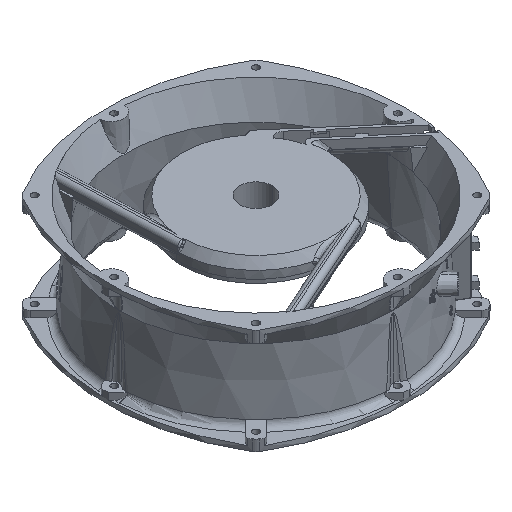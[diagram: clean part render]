
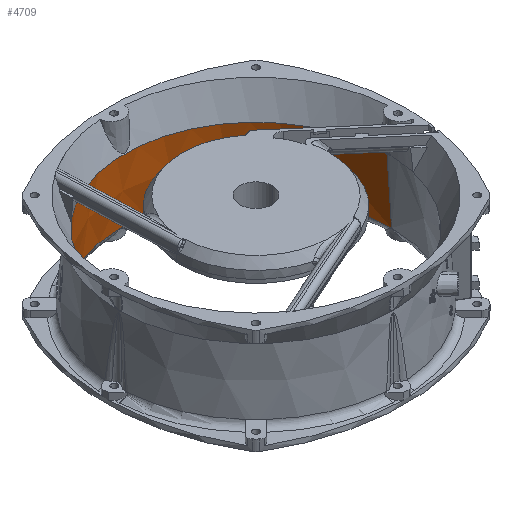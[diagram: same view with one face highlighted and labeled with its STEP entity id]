
A CAD part, isometric view. The second image highlights one B-rep face of the part: STEP entity #4709.
In plain terms, the highlighted conical face has half-angle 3.965 degrees and reference radius 88.54 mm.
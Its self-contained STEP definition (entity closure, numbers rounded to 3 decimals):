
#135 = LINE ( 'NONE', #2020, #22396 ) ;
#862 = DIRECTION ( 'NONE',  ( 1., 0., 0. ) ) ;
#954 = VERTEX_POINT ( 'NONE', #21698 ) ;
#1250 = VERTEX_POINT ( 'NONE', #20891 ) ;
#2013 = ORIENTED_EDGE ( 'NONE', *, *, #6470, .F. ) ;
#2020 = CARTESIAN_POINT ( 'NONE',  ( -87., 0., -19.5 ) ) ;
#2160 = VECTOR ( 'NONE', #15805, 1000. ) ;
#2276 = CARTESIAN_POINT ( 'NONE',  ( 87., 0., -19.5 ) ) ;
#2458 = DIRECTION ( 'NONE',  ( 0., 0., 1. ) ) ;
#2602 = AXIS2_PLACEMENT_3D ( 'NONE', #12146, #3037, #862 ) ;
#2656 = ORIENTED_EDGE ( 'NONE', *, *, #19383, .T. ) ;
#2705 = AXIS2_PLACEMENT_3D ( 'NONE', #19194, #8149, #21129 ) ;
#3037 = DIRECTION ( 'NONE',  ( 0., 0., -1. ) ) ;
#3725 = DIRECTION ( 'NONE',  ( -0.069, 0., -0.998 ) ) ;
#4138 = DIRECTION ( 'NONE',  ( 1., 0., 0. ) ) ;
#4237 = VERTEX_POINT ( 'NONE', #23469 ) ;
#4709 = ADVANCED_FACE ( 'NONE', ( #23561 ), #10585, .F. ) ;
#4827 = CARTESIAN_POINT ( 'NONE',  ( -57.531, 65.263, -19.5 ) ) ;
#4945 = ORIENTED_EDGE ( 'NONE', *, *, #15009, .T. ) ;
#4982 = CIRCLE ( 'NONE', #14367, 87. ) ;
#6470 = EDGE_CURVE ( 'NONE', #1250, #954, #8506, .T. ) ;
#8149 = DIRECTION ( 'NONE',  ( 0., 0., 1. ) ) ;
#8163 = DIRECTION ( 'NONE',  ( 0., 0., 1. ) ) ;
#8506 = CIRCLE ( 'NONE', #13139, 90.081 ) ;
#8880 = CIRCLE ( 'NONE', #20798, 87. ) ;
#9598 = ORIENTED_EDGE ( 'NONE', *, *, #15534, .T. ) ;
#10585 = CONICAL_SURFACE ( 'NONE', #2602, 88.54, 0.069 ) ;
#11519 = CARTESIAN_POINT ( 'NONE',  ( 0., 0., -19.5 ) ) ;
#11710 = EDGE_LOOP ( 'NONE', ( #4945, #9598, #2013, #16234, #19033, #2656 ) ) ;
#11790 = CARTESIAN_POINT ( 'NONE',  ( 0., 0., -63.949 ) ) ;
#12063 = EDGE_CURVE ( 'NONE', #21005, #15432, #8880, .T. ) ;
#12146 = CARTESIAN_POINT ( 'NONE',  ( 0., 0., -41.725 ) ) ;
#13139 = AXIS2_PLACEMENT_3D ( 'NONE', #11790, #8163, #4138 ) ;
#13947 = DIRECTION ( 'NONE',  ( 0., 0., 1. ) ) ;
#14125 = VERTEX_POINT ( 'NONE', #4827 ) ;
#14367 = AXIS2_PLACEMENT_3D ( 'NONE', #11519, #2458, #18930 ) ;
#14638 = EDGE_CURVE ( 'NONE', #21005, #1250, #23546, .T. ) ;
#15009 = EDGE_CURVE ( 'NONE', #14125, #4237, #17738, .T. ) ;
#15432 = VERTEX_POINT ( 'NONE', #19940 ) ;
#15534 = EDGE_CURVE ( 'NONE', #4237, #954, #135, .T. ) ;
#15805 = DIRECTION ( 'NONE',  ( 0.069, 0., -0.998 ) ) ;
#16234 = ORIENTED_EDGE ( 'NONE', *, *, #14638, .F. ) ;
#17578 = CARTESIAN_POINT ( 'NONE',  ( 87., 0., -19.5 ) ) ;
#17670 = DIRECTION ( 'NONE',  ( 1., 0., 0. ) ) ;
#17738 = CIRCLE ( 'NONE', #2705, 87. ) ;
#18930 = DIRECTION ( 'NONE',  ( -0.529, 0.849, 0. ) ) ;
#19033 = ORIENTED_EDGE ( 'NONE', *, *, #12063, .T. ) ;
#19194 = CARTESIAN_POINT ( 'NONE',  ( 0., 0., -19.5 ) ) ;
#19383 = EDGE_CURVE ( 'NONE', #15432, #14125, #4982, .T. ) ;
#19456 = CARTESIAN_POINT ( 'NONE',  ( 0., 0., -19.5 ) ) ;
#19940 = CARTESIAN_POINT ( 'NONE',  ( -45.987, 73.852, -19.5 ) ) ;
#20798 = AXIS2_PLACEMENT_3D ( 'NONE', #19456, #13947, #17670 ) ;
#20891 = CARTESIAN_POINT ( 'NONE',  ( 90.081, 0., -63.949 ) ) ;
#21005 = VERTEX_POINT ( 'NONE', #2276 ) ;
#21129 = DIRECTION ( 'NONE',  ( -0.661, 0.75, 0. ) ) ;
#21698 = CARTESIAN_POINT ( 'NONE',  ( -90.081, 0., -63.949 ) ) ;
#22396 = VECTOR ( 'NONE', #3725, 1000. ) ;
#23469 = CARTESIAN_POINT ( 'NONE',  ( -87., 0., -19.5 ) ) ;
#23546 = LINE ( 'NONE', #17578, #2160 ) ;
#23561 = FACE_OUTER_BOUND ( 'NONE', #11710, .T. ) ;
